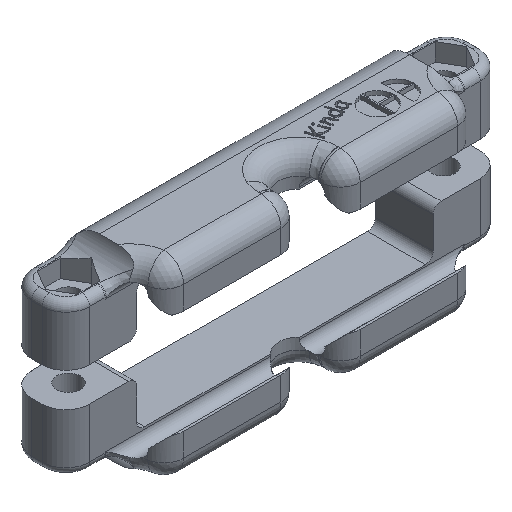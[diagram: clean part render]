
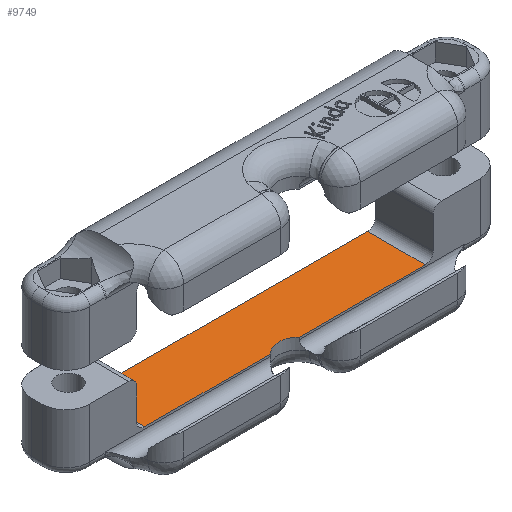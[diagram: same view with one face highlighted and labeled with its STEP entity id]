
A CAD part, isometric view. The second image highlights one B-rep face of the part: STEP entity #9749.
In plain terms, the highlighted planar face has unit normal (0, 0, 1).
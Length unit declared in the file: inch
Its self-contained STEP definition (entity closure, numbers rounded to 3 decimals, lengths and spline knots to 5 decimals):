
#209=CIRCLE('',#10234,0.125);
#477=PLANE('',#10242);
#829=FACE_OUTER_BOUND('',#1400,.T.);
#1400=EDGE_LOOP('',(#7631,#7632,#7633,#7634,#7635,#7636));
#1972=LINE('',#15782,#2656);
#1984=LINE('',#15814,#2668);
#2025=LINE('',#16325,#2709);
#2028=LINE('',#16335,#2712);
#2030=LINE('',#16338,#2714);
#2656=VECTOR('',#10885,0.3937);
#2668=VECTOR('',#10913,0.3937);
#2709=VECTOR('',#11180,0.3937);
#2712=VECTOR('',#11189,0.3937);
#2714=VECTOR('',#11193,0.3937);
#4073=VERTEX_POINT('',#15779);
#4074=VERTEX_POINT('',#15781);
#4085=VERTEX_POINT('',#15811);
#4086=VERTEX_POINT('',#15813);
#4152=VERTEX_POINT('',#16318);
#4156=VERTEX_POINT('',#16333);
#5253=EDGE_CURVE('',#4073,#4074,#1972,.T.);
#5269=EDGE_CURVE('',#4085,#4086,#1984,.T.);
#5389=EDGE_CURVE('',#4152,#4085,#209,.T.);
#5392=EDGE_CURVE('',#4073,#4086,#2025,.T.);
#5397=EDGE_CURVE('',#4156,#4152,#2028,.T.);
#5399=EDGE_CURVE('',#4156,#4074,#2030,.T.);
#7631=ORIENTED_EDGE('',*,*,#5397,.F.);
#7632=ORIENTED_EDGE('',*,*,#5399,.T.);
#7633=ORIENTED_EDGE('',*,*,#5253,.F.);
#7634=ORIENTED_EDGE('',*,*,#5392,.T.);
#7635=ORIENTED_EDGE('',*,*,#5269,.F.);
#7636=ORIENTED_EDGE('',*,*,#5389,.F.);
#9749=ADVANCED_FACE('',(#829),#477,.F.);
#10234=AXIS2_PLACEMENT_3D('',#16320,#11172,#11173);
#10242=AXIS2_PLACEMENT_3D('',#16341,#11197,#11198);
#10885=DIRECTION('',(1.,0.,0.));
#10913=DIRECTION('',(-1.,0.,0.));
#11172=DIRECTION('center_axis',(0.,0.,
1.));
#11173=DIRECTION('ref_axis',(-1.,0.,0.));
#11180=DIRECTION('',(0.,-1.,0.));
#11189=DIRECTION('',(-1.,0.,0.));
#11193=DIRECTION('',(0.,1.,0.));
#11197=DIRECTION('center_axis',(0.,0.,
-1.));
#11198=DIRECTION('ref_axis',(0.,1.,0.));
#15779=CARTESIAN_POINT('',(-1.688,0.36264,0.08186));
#15781=CARTESIAN_POINT('',(0.082,0.36264,0.08186));
#15782=CARTESIAN_POINT('',(-0.7505,0.36264,0.08186));
#15811=CARTESIAN_POINT('',(-0.89465,-0.00236,0.08186));
#15813=CARTESIAN_POINT('',(-1.688,-0.00236,0.08186));
#15814=CARTESIAN_POINT('',(-1.88359,-0.00236,0.08186));
#16318=CARTESIAN_POINT('',(-0.71135,-0.00236,0.08186));
#16320=CARTESIAN_POINT('Origin',(-0.803,-0.08736,0.08186));
#16325=CARTESIAN_POINT('',(-1.688,0.13014,0.08186));
#16333=CARTESIAN_POINT('',(0.082,-0.00236,0.08186));
#16335=CARTESIAN_POINT('',(-1.88359,-0.00236,0.08186));
#16338=CARTESIAN_POINT('',(0.082,0.13014,0.08186));
#16341=CARTESIAN_POINT('Origin',(-0.703,0.13014,0.08186));
